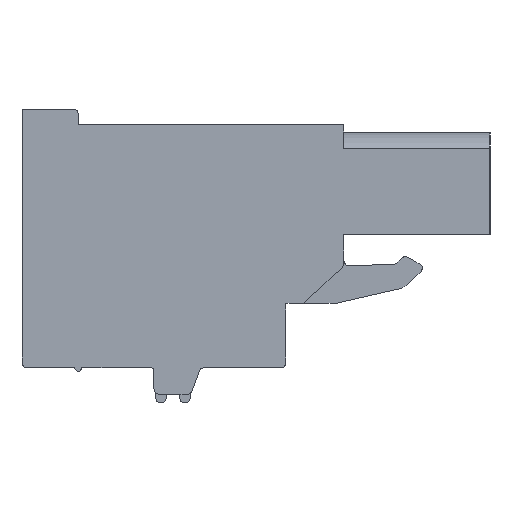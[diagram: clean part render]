
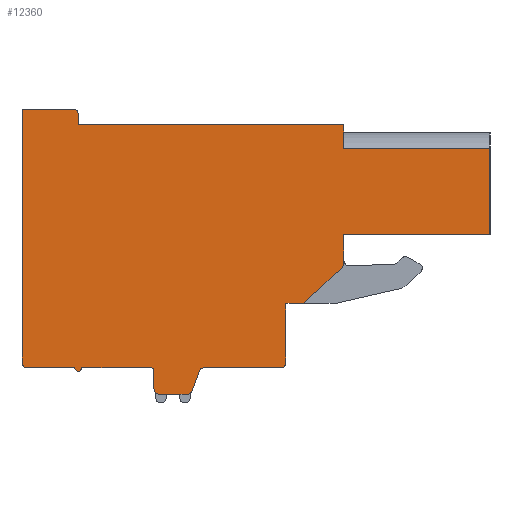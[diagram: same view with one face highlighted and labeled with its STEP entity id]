
A CAD part, left-side view. The second image highlights one B-rep face of the part: STEP entity #12360.
In plain terms, the highlighted planar face has unit normal (-1, 0, 0).
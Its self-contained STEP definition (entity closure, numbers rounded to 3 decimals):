
#1=DIRECTION('',(0.,1.,0.));
#2=VECTOR('',#1,8.3);
#3=CARTESIAN_POINT('',(0.,-13.96,5.635));
#4=LINE('',#3,#2);
#5=DIRECTION('',(0.,1.,0.));
#6=VECTOR('',#5,8.3);
#7=CARTESIAN_POINT('',(0.,-13.96,0.73));
#8=LINE('',#7,#6);
#9=DIRECTION('',(0.,0.,-1.));
#10=VECTOR('',#9,1.64);
#11=CARTESIAN_POINT('',(0.,-5.66,0.73));
#12=LINE('',#11,#10);
#13=CARTESIAN_POINT('',(0.,-5.36,-0.91));
#14=DIRECTION('',(1.,0.,0.));
#15=DIRECTION('',(0.,-1.,0.));
#16=AXIS2_PLACEMENT_3D('',#13,#14,#15);
#18=DIRECTION('',(0.,0.731,-0.683));
#19=VECTOR('',#18,3.018);
#20=CARTESIAN_POINT('',(0.,-5.565,-1.129));
#21=LINE('',#20,#19);
#22=DIRECTION('',(0.,1.,0.));
#23=VECTOR('',#22,1.);
#24=CARTESIAN_POINT('',(0.,-3.36,-3.19));
#25=LINE('',#24,#23);
#26=DIRECTION('',(0.,0.,-1.));
#27=VECTOR('',#26,0.5);
#28=CARTESIAN_POINT('',(0.,-2.36,-3.19));
#29=LINE('',#28,#27);
#30=DIRECTION('',(0.,0.,-1.));
#31=VECTOR('',#30,2.35);
#32=CARTESIAN_POINT('',(0.,-2.36,-3.69));
#33=LINE('',#32,#31);
#34=DIRECTION('',(0.,0.,-1.));
#35=VECTOR('',#34,0.5);
#36=CARTESIAN_POINT('',(0.,-2.36,-6.04));
#37=LINE('',#36,#35);
#38=CARTESIAN_POINT('',(0.,-2.06,-6.54));
#39=DIRECTION('',(1.,0.,0.));
#40=DIRECTION('',(0.,-1.,0.));
#41=AXIS2_PLACEMENT_3D('',#38,#39,#40);
#43=DIRECTION('',(0.,1.,0.));
#44=VECTOR('',#43,4.34);
#45=CARTESIAN_POINT('',(0.,-2.06,-6.84));
#46=LINE('',#45,#44);
#47=CARTESIAN_POINT('',(0.,2.28,-7.14));
#48=DIRECTION('',(-1.,0.,0.));
#49=DIRECTION('',(0.,0.,1.));
#50=AXIS2_PLACEMENT_3D('',#47,#48,#49);
#52=DIRECTION('',(0.,0.345,-0.939));
#53=VECTOR('',#52,1.179);
#54=CARTESIAN_POINT('',(0.,2.562,-7.037));
#55=LINE('',#54,#53);
#56=CARTESIAN_POINT('',(0.,3.25,-8.04));
#57=DIRECTION('',(1.,0.,0.));
#58=DIRECTION('',(0.,-0.939,-0.345));
#59=AXIS2_PLACEMENT_3D('',#56,#57,#58);
#61=DIRECTION('',(0.,1.,0.));
#62=VECTOR('',#61,1.59);
#63=CARTESIAN_POINT('',(0.,3.25,-8.34));
#64=LINE('',#63,#62);
#65=CARTESIAN_POINT('',(0.,4.84,-8.04));
#66=DIRECTION('',(1.,0.,0.));
#67=DIRECTION('',(0.,0.,-1.));
#68=AXIS2_PLACEMENT_3D('',#65,#66,#67);
#70=DIRECTION('',(0.,0.,1.));
#71=VECTOR('',#70,1.);
#72=CARTESIAN_POINT('',(0.,5.14,-8.04));
#73=LINE('',#72,#71);
#74=CARTESIAN_POINT('',(0.,5.34,-7.04));
#75=DIRECTION('',(-1.,0.,0.));
#76=DIRECTION('',(0.,-1.,0.));
#77=AXIS2_PLACEMENT_3D('',#74,#75,#76);
#79=DIRECTION('',(0.,1.,0.));
#80=VECTOR('',#79,3.9);
#81=CARTESIAN_POINT('',(0.,5.34,-6.84));
#82=LINE('',#81,#80);
#83=CARTESIAN_POINT('',(0.,9.44,-6.84));
#84=DIRECTION('',(1.,0.,0.));
#85=DIRECTION('',(0.,-1.,0.));
#86=AXIS2_PLACEMENT_3D('',#83,#84,#85);
#88=DIRECTION('',(0.,1.,0.));
#89=VECTOR('',#88,2.7);
#90=CARTESIAN_POINT('',(0.,9.64,-6.84));
#91=LINE('',#90,#89);
#92=CARTESIAN_POINT('',(0.,12.34,-6.54));
#93=DIRECTION('',(1.,0.,0.));
#94=DIRECTION('',(0.,0.,-1.));
#95=AXIS2_PLACEMENT_3D('',#92,#93,#94);
#97=DIRECTION('',(0.,0.,1.));
#98=VECTOR('',#97,0.5);
#99=CARTESIAN_POINT('',(0.,12.64,-6.54));
#100=LINE('',#99,#98);
#101=DIRECTION('',(0.,0.,1.));
#102=VECTOR('',#101,13.9);
#103=CARTESIAN_POINT('',(0.,12.64,-6.04));
#104=LINE('',#103,#102);
#105=DIRECTION('',(0.,-1.,0.));
#106=VECTOR('',#105,2.9);
#107=CARTESIAN_POINT('',(0.,12.64,7.86));
#108=LINE('',#107,#106);
#109=CARTESIAN_POINT('',(0.,9.74,7.56));
#110=DIRECTION('',(1.,0.,0.));
#111=DIRECTION('',(0.,0.,1.));
#112=AXIS2_PLACEMENT_3D('',#109,#110,#111);
#114=DIRECTION('',(0.,0.,-1.));
#115=VECTOR('',#114,0.6);
#116=CARTESIAN_POINT('',(0.,9.44,7.56));
#117=LINE('',#116,#115);
#118=DIRECTION('',(0.,-1.,0.));
#119=VECTOR('',#118,15.1);
#120=CARTESIAN_POINT('',(0.,9.44,6.96));
#121=LINE('',#120,#119);
#265=DIRECTION('',(0.,0.,1.));
#266=VECTOR('',#265,1.325);
#267=CARTESIAN_POINT('',(0.,-5.66,5.635));
#268=LINE('',#267,#266);
#732=DIRECTION('',(0.,0.,1.));
#733=VECTOR('',#732,4.905);
#734=CARTESIAN_POINT('',(0.,-13.96,0.73));
#735=LINE('',#734,#733);
#9357=CARTESIAN_POINT('',(0.,12.34,-6.84));
#9358=CARTESIAN_POINT('',(0.,12.64,-6.54));
#9359=VERTEX_POINT('',#9357);
#9360=VERTEX_POINT('',#9358);
#9361=CARTESIAN_POINT('',(0.,12.64,-6.04));
#9362=VERTEX_POINT('',#9361);
#9363=CARTESIAN_POINT('',(0.,12.64,7.86));
#9364=VERTEX_POINT('',#9363);
#9365=CARTESIAN_POINT('',(0.,9.74,7.86));
#9366=VERTEX_POINT('',#9365);
#9367=CARTESIAN_POINT('',(0.,9.44,7.56));
#9368=VERTEX_POINT('',#9367);
#9369=CARTESIAN_POINT('',(0.,9.44,6.96));
#9370=VERTEX_POINT('',#9369);
#9371=CARTESIAN_POINT('',(0.,-5.66,6.96));
#9372=VERTEX_POINT('',#9371);
#9373=CARTESIAN_POINT('',(0.,-13.96,0.73));
#9374=CARTESIAN_POINT('',(0.,-5.66,0.73));
#9375=VERTEX_POINT('',#9373);
#9376=VERTEX_POINT('',#9374);
#9377=CARTESIAN_POINT('',(0.,-5.66,-0.91));
#9378=VERTEX_POINT('',#9377);
#9379=CARTESIAN_POINT('',(0.,-5.565,-1.129));
#9380=VERTEX_POINT('',#9379);
#9381=CARTESIAN_POINT('',(0.,-3.36,-3.19));
#9382=VERTEX_POINT('',#9381);
#9383=CARTESIAN_POINT('',(0.,-2.36,-3.19));
#9384=VERTEX_POINT('',#9383);
#9385=CARTESIAN_POINT('',(0.,-2.36,-3.69));
#9386=VERTEX_POINT('',#9385);
#9387=CARTESIAN_POINT('',(0.,-2.36,-6.04));
#9388=VERTEX_POINT('',#9387);
#9389=CARTESIAN_POINT('',(0.,-2.36,-6.54));
#9390=VERTEX_POINT('',#9389);
#9391=CARTESIAN_POINT('',(0.,-2.06,-6.84));
#9392=VERTEX_POINT('',#9391);
#9393=CARTESIAN_POINT('',(0.,2.28,-6.84));
#9394=VERTEX_POINT('',#9393);
#9395=CARTESIAN_POINT('',(0.,2.562,-7.037));
#9396=VERTEX_POINT('',#9395);
#9397=CARTESIAN_POINT('',(0.,2.968,-8.143));
#9398=VERTEX_POINT('',#9397);
#9399=CARTESIAN_POINT('',(0.,3.25,-8.34));
#9400=VERTEX_POINT('',#9399);
#9401=CARTESIAN_POINT('',(0.,4.84,-8.34));
#9402=VERTEX_POINT('',#9401);
#9403=CARTESIAN_POINT('',(0.,5.14,-8.04));
#9404=VERTEX_POINT('',#9403);
#9405=CARTESIAN_POINT('',(0.,5.14,-7.04));
#9406=VERTEX_POINT('',#9405);
#9407=CARTESIAN_POINT('',(0.,5.34,-6.84));
#9408=VERTEX_POINT('',#9407);
#9409=CARTESIAN_POINT('',(0.,9.24,-6.84));
#9410=VERTEX_POINT('',#9409);
#9411=CARTESIAN_POINT('',(0.,9.64,-6.84));
#9412=VERTEX_POINT('',#9411);
#9717=CARTESIAN_POINT('',(0.,-13.96,5.635));
#9718=CARTESIAN_POINT('',(0.,-5.66,5.635));
#9719=VERTEX_POINT('',#9717);
#9720=VERTEX_POINT('',#9718);
#12293=CARTESIAN_POINT('',(0.,0.,0.));
#12294=DIRECTION('',(1.,0.,0.));
#12295=DIRECTION('',(0.,-1.,0.));
#12296=AXIS2_PLACEMENT_3D('',#12293,#12294,#12295);
#12297=PLANE('',#12296);
#12299=ORIENTED_EDGE('',*,*,#12298,.F.);
#12301=ORIENTED_EDGE('',*,*,#12300,.F.);
#12303=ORIENTED_EDGE('',*,*,#12302,.T.);
#12305=ORIENTED_EDGE('',*,*,#12304,.T.);
#12307=ORIENTED_EDGE('',*,*,#12306,.T.);
#12309=ORIENTED_EDGE('',*,*,#12308,.T.);
#12311=ORIENTED_EDGE('',*,*,#12310,.T.);
#12313=ORIENTED_EDGE('',*,*,#12312,.T.);
#12315=ORIENTED_EDGE('',*,*,#12314,.T.);
#12317=ORIENTED_EDGE('',*,*,#12316,.T.);
#12319=ORIENTED_EDGE('',*,*,#12318,.T.);
#12321=ORIENTED_EDGE('',*,*,#12320,.T.);
#12323=ORIENTED_EDGE('',*,*,#12322,.T.);
#12325=ORIENTED_EDGE('',*,*,#12324,.T.);
#12327=ORIENTED_EDGE('',*,*,#12326,.T.);
#12329=ORIENTED_EDGE('',*,*,#12328,.T.);
#12331=ORIENTED_EDGE('',*,*,#12330,.T.);
#12333=ORIENTED_EDGE('',*,*,#12332,.T.);
#12335=ORIENTED_EDGE('',*,*,#12334,.T.);
#12337=ORIENTED_EDGE('',*,*,#12336,.T.);
#12339=ORIENTED_EDGE('',*,*,#12338,.T.);
#12341=ORIENTED_EDGE('',*,*,#12340,.T.);
#12343=ORIENTED_EDGE('',*,*,#12342,.T.);
#12345=ORIENTED_EDGE('',*,*,#12344,.T.);
#12347=ORIENTED_EDGE('',*,*,#12346,.T.);
#12349=ORIENTED_EDGE('',*,*,#12348,.T.);
#12351=ORIENTED_EDGE('',*,*,#12350,.T.);
#12353=ORIENTED_EDGE('',*,*,#12352,.T.);
#12355=ORIENTED_EDGE('',*,*,#12354,.T.);
#12357=ORIENTED_EDGE('',*,*,#12356,.F.);
#12358=EDGE_LOOP('',(#12299,#12301,#12303,#12305,#12307,#12309,#12311,#12313,
#12315,#12317,#12319,#12321,#12323,#12325,#12327,#12329,#12331,#12333,#12335,
#12337,#12339,#12341,#12343,#12345,#12347,#12349,#12351,#12353,#12355,#12357));
#12359=FACE_OUTER_BOUND('',#12358,.F.);
#12360=ADVANCED_FACE('',(#12359),#12297,.F.);
#17=CIRCLE('',#16,0.3);
#42=CIRCLE('',#41,0.3);
#51=CIRCLE('',#50,0.3);
#60=CIRCLE('',#59,0.3);
#69=CIRCLE('',#68,0.3);
#78=CIRCLE('',#77,0.2);
#87=CIRCLE('',#86,0.2);
#96=CIRCLE('',#95,0.3);
#113=CIRCLE('',#112,0.3);
#12298=EDGE_CURVE('',#9719,#9720,#4,.T.);
#12300=EDGE_CURVE('',#9375,#9719,#735,.T.);
#12302=EDGE_CURVE('',#9375,#9376,#8,.T.);
#12304=EDGE_CURVE('',#9376,#9378,#12,.T.);
#12306=EDGE_CURVE('',#9378,#9380,#17,.T.);
#12308=EDGE_CURVE('',#9380,#9382,#21,.T.);
#12310=EDGE_CURVE('',#9382,#9384,#25,.T.);
#12312=EDGE_CURVE('',#9384,#9386,#29,.T.);
#12314=EDGE_CURVE('',#9386,#9388,#33,.T.);
#12316=EDGE_CURVE('',#9388,#9390,#37,.T.);
#12318=EDGE_CURVE('',#9390,#9392,#42,.T.);
#12320=EDGE_CURVE('',#9392,#9394,#46,.T.);
#12322=EDGE_CURVE('',#9394,#9396,#51,.T.);
#12324=EDGE_CURVE('',#9396,#9398,#55,.T.);
#12326=EDGE_CURVE('',#9398,#9400,#60,.T.);
#12328=EDGE_CURVE('',#9400,#9402,#64,.T.);
#12330=EDGE_CURVE('',#9402,#9404,#69,.T.);
#12332=EDGE_CURVE('',#9404,#9406,#73,.T.);
#12334=EDGE_CURVE('',#9406,#9408,#78,.T.);
#12336=EDGE_CURVE('',#9408,#9410,#82,.T.);
#12338=EDGE_CURVE('',#9410,#9412,#87,.T.);
#12340=EDGE_CURVE('',#9412,#9359,#91,.T.);
#12342=EDGE_CURVE('',#9359,#9360,#96,.T.);
#12344=EDGE_CURVE('',#9360,#9362,#100,.T.);
#12346=EDGE_CURVE('',#9362,#9364,#104,.T.);
#12348=EDGE_CURVE('',#9364,#9366,#108,.T.);
#12350=EDGE_CURVE('',#9366,#9368,#113,.T.);
#12352=EDGE_CURVE('',#9368,#9370,#117,.T.);
#12354=EDGE_CURVE('',#9370,#9372,#121,.T.);
#12356=EDGE_CURVE('',#9720,#9372,#268,.T.);
